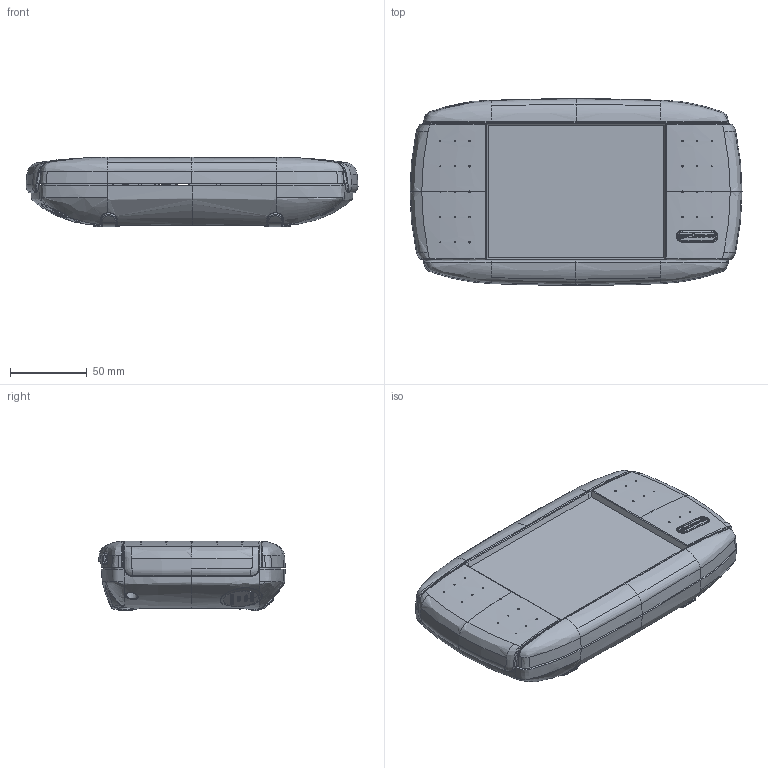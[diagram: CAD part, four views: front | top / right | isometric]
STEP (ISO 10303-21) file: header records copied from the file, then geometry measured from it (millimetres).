
FILE_DESCRIPTION (( 'STEP AP214' ), '1' );
FILE_NAME ('SK-9495 MAESTRO.STEP', '2015-02-05T14:46:34', ( '' ), ( '' ), 'SwSTEP 2.0', 'SolidWorks 2014', '' );
FILE_SCHEMA (( 'AUTOMOTIVE_DESIGN' ));
Length unit declared in the file: millimetre
Products named in the file (1): SK-9495 MAESTRO
Bounding box: 216.23 x 121.63 x 45.07 mm (x, y, z)
Surface area: 92433.8 mm2 (no closed solid volume)
Topology: 0 solids, 102 shells, 1516 faces, 8014 edges, 6491 vertices
Faces by surface type: plane 594, bspline 453, cylinder 298, cone 97, sphere 46, torus 28
Entity records: 155736 total; most frequent: CARTESIAN_POINT 87348, ORIENTED_EDGE 11228, EDGE_CURVE 8006, DIRECTION 7718, VERTEX_POINT 6491, LINE 3558, VECTOR 3558, B_SPLINE_CURVE_WITH_KNOTS 3066
